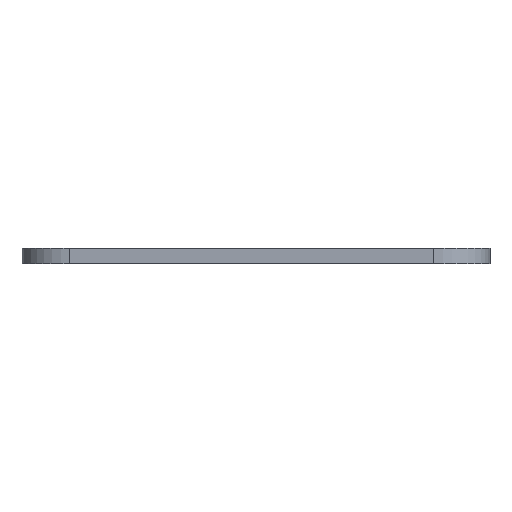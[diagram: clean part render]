
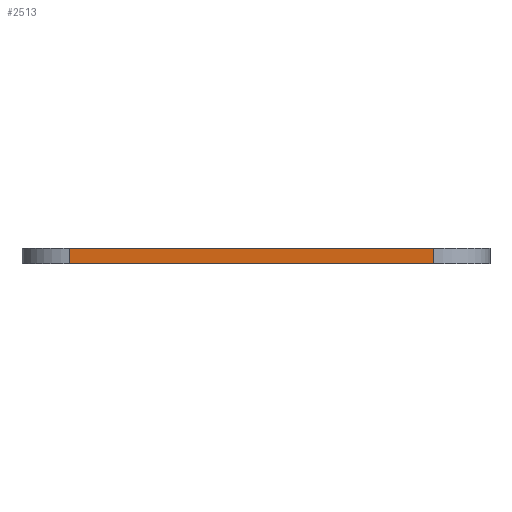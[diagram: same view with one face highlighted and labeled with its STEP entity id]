
A CAD part, front view. The second image highlights one B-rep face of the part: STEP entity #2513.
In plain terms, the highlighted planar face has unit normal (-0.083, -0.997, 0).
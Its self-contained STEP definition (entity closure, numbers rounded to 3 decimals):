
#67 = PLANE('',#68);
#68 = AXIS2_PLACEMENT_3D('',#69,#70,#71);
#69 = CARTESIAN_POINT('',(-1.977,364.295,103.673
    ));
#70 = DIRECTION('',(0.,0.,1.));
#71 = DIRECTION('',(0.997,-0.083,
    0.));
#172 = PLANE('',#173);
#173 = AXIS2_PLACEMENT_3D('',#174,#175,#176);
#174 = CARTESIAN_POINT('',(-1.977,364.295,
    100.673));
#175 = DIRECTION('',(0.,0.,1.));
#176 = DIRECTION('',(0.997,-0.083,
    0.));
#358 = VERTEX_POINT('',#359);
#359 = CARTESIAN_POINT('',(32.075,351.433,
    100.673));
#374 = CYLINDRICAL_SURFACE('',#375,10.);
#375 = AXIS2_PLACEMENT_3D('',#376,#377,#378);
#376 = CARTESIAN_POINT('',(32.903,361.398,100.673
    ));
#377 = DIRECTION('',(0.,0.,1.));
#378 = DIRECTION('',(-0.083,-0.997,
    0.));
#408 = EDGE_CURVE('',#409,#358,#411,.T.);
#409 = VERTEX_POINT('',#410);
#410 = CARTESIAN_POINT('',(-37.685,357.226,
    100.673));
#411 = SURFACE_CURVE('',#412,(#416,#423),.PCURVE_S1.);
#412 = LINE('',#413,#414);
#413 = CARTESIAN_POINT('',(-37.685,357.226,
    100.673));
#414 = VECTOR('',#415,1.);
#415 = DIRECTION('',(0.997,-0.083,
    0.));
#416 = PCURVE('',#172,#417);
#417 = DEFINITIONAL_REPRESENTATION('',(#418),#422);
#418 = LINE('',#419,#420);
#419 = CARTESIAN_POINT('',(-35.,-10.));
#420 = VECTOR('',#421,1.);
#421 = DIRECTION('',(1.,0.));
#422 = ( GEOMETRIC_REPRESENTATION_CONTEXT(2) 
PARAMETRIC_REPRESENTATION_CONTEXT() REPRESENTATION_CONTEXT('2D SPACE',''
  ) );
#423 = PCURVE('',#424,#429);
#424 = PLANE('',#425);
#425 = AXIS2_PLACEMENT_3D('',#426,#427,#428);
#426 = CARTESIAN_POINT('',(-37.685,357.226,
    100.673));
#427 = DIRECTION('',(-0.083,-0.997,
    0.));
#428 = DIRECTION('',(0.997,-0.083,
    0.));
#429 = DEFINITIONAL_REPRESENTATION('',(#430),#434);
#430 = LINE('',#431,#432);
#431 = CARTESIAN_POINT('',(0.,0.));
#432 = VECTOR('',#433,1.);
#433 = DIRECTION('',(1.,0.));
#434 = ( GEOMETRIC_REPRESENTATION_CONTEXT(2) 
PARAMETRIC_REPRESENTATION_CONTEXT() REPRESENTATION_CONTEXT('2D SPACE',''
  ) );
#453 = CYLINDRICAL_SURFACE('',#454,10.);
#454 = AXIS2_PLACEMENT_3D('',#455,#456,#457);
#455 = CARTESIAN_POINT('',(-36.857,367.192,
    100.673));
#456 = DIRECTION('',(0.,0.,1.));
#457 = DIRECTION('',(0.083,0.997,
    0.));
#2172 = VERTEX_POINT('',#2173);
#2173 = CARTESIAN_POINT('',(-37.685,357.226,
    103.673));
#2217 = EDGE_CURVE('',#2172,#2218,#2220,.T.);
#2218 = VERTEX_POINT('',#2219);
#2219 = CARTESIAN_POINT('',(32.075,351.433,
    103.673));
#2220 = SURFACE_CURVE('',#2221,(#2225,#2232),.PCURVE_S1.);
#2221 = LINE('',#2222,#2223);
#2222 = CARTESIAN_POINT('',(-37.685,357.226,
    103.673));
#2223 = VECTOR('',#2224,1.);
#2224 = DIRECTION('',(0.997,-0.083,
    0.));
#2225 = PCURVE('',#67,#2226);
#2226 = DEFINITIONAL_REPRESENTATION('',(#2227),#2231);
#2227 = LINE('',#2228,#2229);
#2228 = CARTESIAN_POINT('',(-35.,-10.));
#2229 = VECTOR('',#2230,1.);
#2230 = DIRECTION('',(1.,0.));
#2231 = ( GEOMETRIC_REPRESENTATION_CONTEXT(2) 
PARAMETRIC_REPRESENTATION_CONTEXT() REPRESENTATION_CONTEXT('2D SPACE',''
  ) );
#2232 = PCURVE('',#424,#2233);
#2233 = DEFINITIONAL_REPRESENTATION('',(#2234),#2238);
#2234 = LINE('',#2235,#2236);
#2235 = CARTESIAN_POINT('',(0.,3.));
#2236 = VECTOR('',#2237,1.);
#2237 = DIRECTION('',(1.,0.));
#2238 = ( GEOMETRIC_REPRESENTATION_CONTEXT(2) 
PARAMETRIC_REPRESENTATION_CONTEXT() REPRESENTATION_CONTEXT('2D SPACE',''
  ) );
#2420 = EDGE_CURVE('',#409,#2172,#2421,.T.);
#2421 = SURFACE_CURVE('',#2422,(#2426,#2455),.PCURVE_S1.);
#2422 = LINE('',#2423,#2424);
#2423 = CARTESIAN_POINT('',(-37.685,357.226,
    100.673));
#2424 = VECTOR('',#2425,1.);
#2425 = DIRECTION('',(0.,0.,1.));
#2426 = PCURVE('',#453,#2427);
#2427 = DEFINITIONAL_REPRESENTATION('',(#2428),#2454);
#2428 = B_SPLINE_CURVE_WITH_KNOTS('',3,(#2429,#2430,#2431,#2432,#2433,
    #2434,#2435,#2436,#2437,#2438,#2439,#2440,#2441,#2442,#2443,#2444,
    #2445,#2446,#2447,#2448,#2449,#2450,#2451,#2452,#2453),
  .UNSPECIFIED.,.F.,.F.,(4,1,1,1,1,1,1,1,1,1,1,1,1,1,1,1,1,1,1,1,1,1,4),
  (0.,0.136,0.273,0.409,0.545,
    0.682,0.818,0.955,1.091,
    1.227,1.364,1.5,1.636,1.773,
    1.909,2.045,2.182,2.318,
    2.455,2.591,2.727,2.864,3.),
  .QUASI_UNIFORM_KNOTS.);
#2429 = CARTESIAN_POINT('',(3.142,0.));
#2430 = CARTESIAN_POINT('',(3.142,0.045));
#2431 = CARTESIAN_POINT('',(3.142,0.136));
#2432 = CARTESIAN_POINT('',(3.142,0.273));
#2433 = CARTESIAN_POINT('',(3.142,0.409));
#2434 = CARTESIAN_POINT('',(3.142,0.545));
#2435 = CARTESIAN_POINT('',(3.142,0.682));
#2436 = CARTESIAN_POINT('',(3.142,0.818));
#2437 = CARTESIAN_POINT('',(3.142,0.955));
#2438 = CARTESIAN_POINT('',(3.142,1.091));
#2439 = CARTESIAN_POINT('',(3.142,1.227));
#2440 = CARTESIAN_POINT('',(3.142,1.364));
#2441 = CARTESIAN_POINT('',(3.142,1.5));
#2442 = CARTESIAN_POINT('',(3.142,1.636));
#2443 = CARTESIAN_POINT('',(3.142,1.773));
#2444 = CARTESIAN_POINT('',(3.142,1.909));
#2445 = CARTESIAN_POINT('',(3.142,2.045));
#2446 = CARTESIAN_POINT('',(3.142,2.182));
#2447 = CARTESIAN_POINT('',(3.142,2.318));
#2448 = CARTESIAN_POINT('',(3.142,2.455));
#2449 = CARTESIAN_POINT('',(3.142,2.591));
#2450 = CARTESIAN_POINT('',(3.142,2.727));
#2451 = CARTESIAN_POINT('',(3.142,2.864));
#2452 = CARTESIAN_POINT('',(3.142,2.955));
#2453 = CARTESIAN_POINT('',(3.142,3.));
#2454 = ( GEOMETRIC_REPRESENTATION_CONTEXT(2) 
PARAMETRIC_REPRESENTATION_CONTEXT() REPRESENTATION_CONTEXT('2D SPACE',''
  ) );
#2455 = PCURVE('',#424,#2456);
#2456 = DEFINITIONAL_REPRESENTATION('',(#2457),#2461);
#2457 = LINE('',#2458,#2459);
#2458 = CARTESIAN_POINT('',(0.,0.));
#2459 = VECTOR('',#2460,1.);
#2460 = DIRECTION('',(0.,1.));
#2461 = ( GEOMETRIC_REPRESENTATION_CONTEXT(2) 
PARAMETRIC_REPRESENTATION_CONTEXT() REPRESENTATION_CONTEXT('2D SPACE',''
  ) );
#2471 = EDGE_CURVE('',#358,#2218,#2472,.T.);
#2472 = SURFACE_CURVE('',#2473,(#2477,#2506),.PCURVE_S1.);
#2473 = LINE('',#2474,#2475);
#2474 = CARTESIAN_POINT('',(32.075,351.433,
    100.673));
#2475 = VECTOR('',#2476,1.);
#2476 = DIRECTION('',(0.,0.,1.));
#2477 = PCURVE('',#374,#2478);
#2478 = DEFINITIONAL_REPRESENTATION('',(#2479),#2505);
#2479 = B_SPLINE_CURVE_WITH_KNOTS('',3,(#2480,#2481,#2482,#2483,#2484,
    #2485,#2486,#2487,#2488,#2489,#2490,#2491,#2492,#2493,#2494,#2495,
    #2496,#2497,#2498,#2499,#2500,#2501,#2502,#2503,#2504),
  .UNSPECIFIED.,.F.,.F.,(4,1,1,1,1,1,1,1,1,1,1,1,1,1,1,1,1,1,1,1,1,1,4),
  (0.,0.136,0.273,0.409,0.545,
    0.682,0.818,0.955,1.091,
    1.227,1.364,1.5,1.636,1.773,
    1.909,2.045,2.182,2.318,
    2.455,2.591,2.727,2.864,3.),
  .QUASI_UNIFORM_KNOTS.);
#2480 = CARTESIAN_POINT('',(0.,0.));
#2481 = CARTESIAN_POINT('',(0.,0.045));
#2482 = CARTESIAN_POINT('',(0.,0.136));
#2483 = CARTESIAN_POINT('',(0.,0.273));
#2484 = CARTESIAN_POINT('',(0.,0.409));
#2485 = CARTESIAN_POINT('',(0.,0.545));
#2486 = CARTESIAN_POINT('',(0.,0.682));
#2487 = CARTESIAN_POINT('',(0.,0.818));
#2488 = CARTESIAN_POINT('',(0.,0.955));
#2489 = CARTESIAN_POINT('',(0.,1.091));
#2490 = CARTESIAN_POINT('',(0.,1.227));
#2491 = CARTESIAN_POINT('',(0.,1.364));
#2492 = CARTESIAN_POINT('',(0.,1.5));
#2493 = CARTESIAN_POINT('',(0.,1.636));
#2494 = CARTESIAN_POINT('',(0.,1.773));
#2495 = CARTESIAN_POINT('',(0.,1.909));
#2496 = CARTESIAN_POINT('',(0.,2.045));
#2497 = CARTESIAN_POINT('',(0.,2.182));
#2498 = CARTESIAN_POINT('',(0.,2.318));
#2499 = CARTESIAN_POINT('',(0.,2.455));
#2500 = CARTESIAN_POINT('',(0.,2.591));
#2501 = CARTESIAN_POINT('',(0.,2.727));
#2502 = CARTESIAN_POINT('',(0.,2.864));
#2503 = CARTESIAN_POINT('',(0.,2.955));
#2504 = CARTESIAN_POINT('',(0.,3.));
#2505 = ( GEOMETRIC_REPRESENTATION_CONTEXT(2) 
PARAMETRIC_REPRESENTATION_CONTEXT() REPRESENTATION_CONTEXT('2D SPACE',''
  ) );
#2506 = PCURVE('',#424,#2507);
#2507 = DEFINITIONAL_REPRESENTATION('',(#2508),#2512);
#2508 = LINE('',#2509,#2510);
#2509 = CARTESIAN_POINT('',(70.,0.));
#2510 = VECTOR('',#2511,1.);
#2511 = DIRECTION('',(0.,1.));
#2512 = ( GEOMETRIC_REPRESENTATION_CONTEXT(2) 
PARAMETRIC_REPRESENTATION_CONTEXT() REPRESENTATION_CONTEXT('2D SPACE',''
  ) );
#2513 = ADVANCED_FACE('',(#2514),#424,.T.);
#2514 = FACE_BOUND('',#2515,.T.);
#2515 = EDGE_LOOP('',(#2516,#2517,#2518,#2519));
#2516 = ORIENTED_EDGE('',*,*,#408,.T.);
#2517 = ORIENTED_EDGE('',*,*,#2471,.T.);
#2518 = ORIENTED_EDGE('',*,*,#2217,.F.);
#2519 = ORIENTED_EDGE('',*,*,#2420,.F.);
